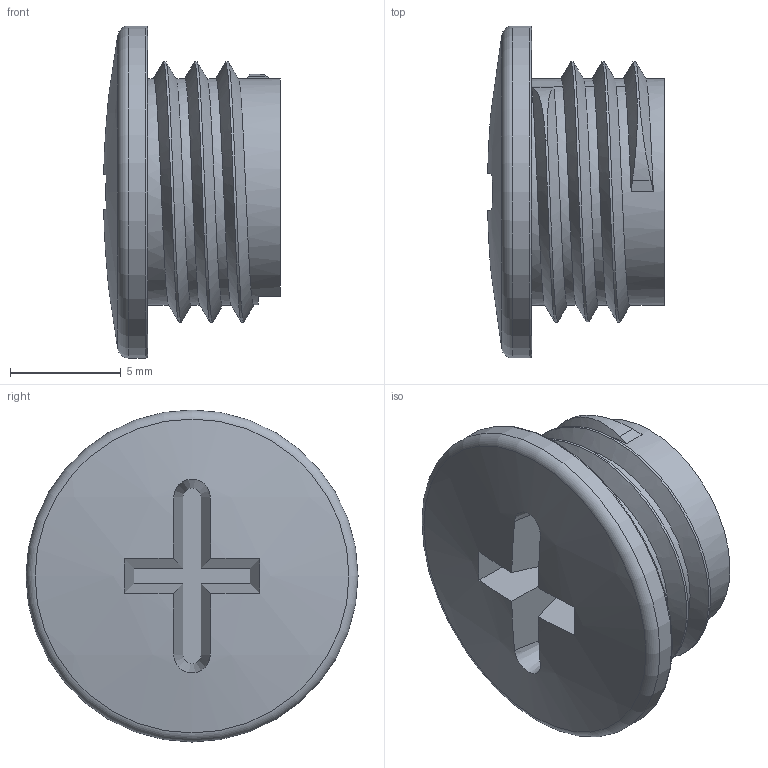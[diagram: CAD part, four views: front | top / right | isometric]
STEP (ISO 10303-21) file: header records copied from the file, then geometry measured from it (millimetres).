
FILE_DESCRIPTION(/* description */ ('Verschlussschraube M 12x1,5'),/* implementation_level */ '2;1');
FILE_NAME(/* name */ '11007512-RST.stp',/* time_stamp */ '2020-04-22T14:02:48+02:00',/* author */ ('sl'),/* organization */ (''),/* preprocessor_version */ 'ST-DEVELOPER v16.5',/* originating_system */ 'Autodesk Inventor 2017',/* authorisation */ '');
FILE_SCHEMA (('AUTOMOTIVE_DESIGN { 1 0 10303 214 3 1 1 }'));
Length unit declared in the file: millimetre
Products named in the file (1): 11006512
Bounding box: 7.98 x 15 x 15 mm (x, y, z)
Volume: 617.9 mm3; surface area: 890.2 mm2
Topology: 1 solids, 1 shells, 46 faces, 116 edges, 74 vertices
Faces by surface type: plane 25, cylinder 11, torus 4, cone 3, bspline 2, sphere 1
Full cylindrical faces by diameter (mm): 6.76 x1, 10.238 x4, 15 x1
Entity records: 1940 total; most frequent: CARTESIAN_POINT 943, ORIENTED_EDGE 196, DIRECTION 196, EDGE_CURVE 98, AXIS2_PLACEMENT_3D 74, VERTEX_POINT 65, EDGE_LOOP 51, LINE 48
